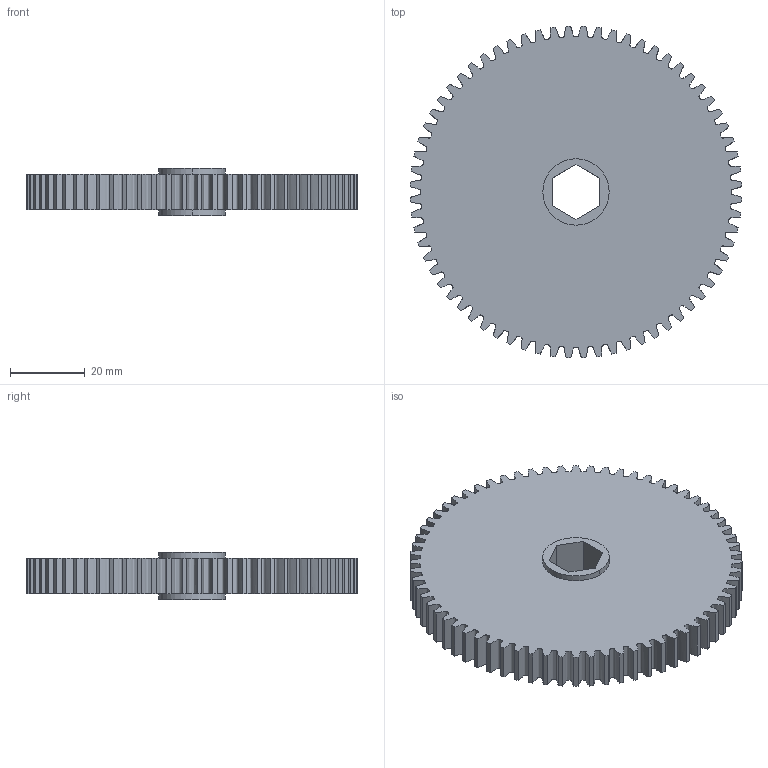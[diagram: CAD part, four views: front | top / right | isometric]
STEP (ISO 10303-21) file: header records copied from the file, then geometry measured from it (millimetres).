
FILE_DESCRIPTION (( 'STEP AP214' ), '1' );
FILE_NAME ('217-5477-001 Rev1.STEP', '2016-08-25T21:01:03', ( '' ), ( '' ), 'SwSTEP 2.0', 'SolidWorks 2015', '' );
FILE_SCHEMA (( 'AUTOMOTIVE_DESIGN' ));
Length unit declared in the file: millimetre
Products named in the file (1): 217-5477-001 Rev1
Bounding box: 88.85 x 88.85 x 12.6 mm (x, y, z)
Volume: 56311.4 mm3; surface area: 17364.1 mm2
Topology: 1 solids, 1 shells, 150 faces, 438 edges, 292 vertices
Faces by surface type: cylinder 72, bspline 68, plane 10
Entity records: 24220 total; most frequent: CARTESIAN_POINT 20533, ORIENTED_EDGE 876, DIRECTION 612, EDGE_CURVE 438, VERTEX_POINT 292, AXIS2_PLACEMENT_3D 227, LINE 158, VECTOR 158
